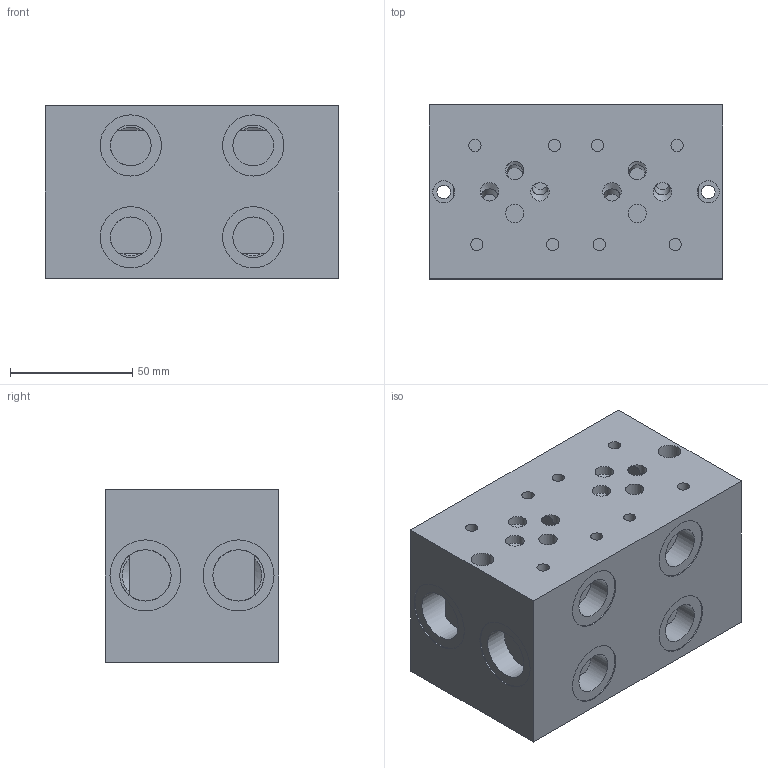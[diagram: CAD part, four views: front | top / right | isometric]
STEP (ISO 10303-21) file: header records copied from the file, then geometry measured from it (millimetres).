
FILE_DESCRIPTION(/* description */ ('Unknown'),/* implementation_level */ '2;1');
FILE_NAME(/* name */ 'PB.26200',/* time_stamp */ '2016-09-23T13:36:19+02:00',/* author */ ('Unknown'),/* organization */ ('Unknown'),/* preprocessor_version */ 'ST-DEVELOPER v16.7',/* originating_system */ 'DEX',/* authorisation */ $);
FILE_SCHEMA (('AUTOMOTIVE_DESIGN {1 0 10303 214 3 1 1}'));
Length unit declared in the file: millimetre
Products named in the file (1): PB.26200
Bounding box: 120 x 71 x 70.5 mm (x, y, z)
Volume: 562197.4 mm3; surface area: 58066.8 mm2
Topology: 1 solids, 1 shells, 152 faces, 364 edges, 248 vertices
Faces by surface type: plane 76, cylinder 58, cone 18
Full cylindrical faces by diameter (mm): 5 x8, 5.5 x2, 6.5 x6, 7.5 x8, 8 x4, 9 x2, 16.662 x4, 20.955 x4, 25 x4, 29 x4
Entity records: 4062 total; most frequent: CARTESIAN_POINT 863, DIRECTION 666, ORIENTED_EDGE 560, EDGE_CURVE 280, AXIS2_PLACEMENT_3D 277, FACE_BOUND 244, EDGE_LOOP 240, VERTEX_POINT 218
